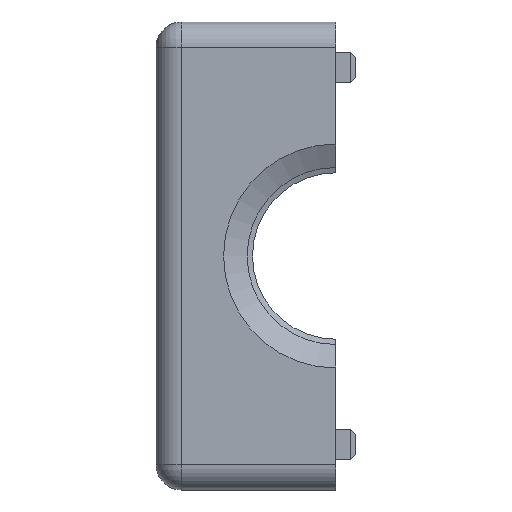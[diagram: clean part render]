
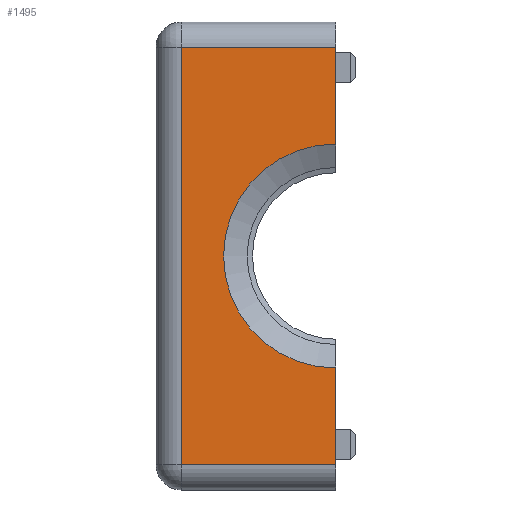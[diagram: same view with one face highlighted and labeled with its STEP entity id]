
A CAD part, left-side view. The second image highlights one B-rep face of the part: STEP entity #1495.
In plain terms, the highlighted planar face has unit normal (-1, 0, 0).
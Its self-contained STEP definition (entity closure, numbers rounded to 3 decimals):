
#40=PLANE('',#1631);
#117=FACE_OUTER_BOUND('',#215,.T.);
#215=EDGE_LOOP('',(#1151,#1152,#1153,#1154,#1155,#1156));
#324=LINE('',#2291,#477);
#340=LINE('',#2332,#493);
#367=LINE('',#2413,#520);
#368=LINE('',#2415,#521);
#369=LINE('',#2416,#522);
#477=VECTOR('',#1824,1000.);
#493=VECTOR('',#1850,1000.);
#520=VECTOR('',#1905,1000.);
#521=VECTOR('',#1906,1000.);
#522=VECTOR('',#1907,1000.);
#634=CIRCLE('',#1632,5.518);
#701=VERTEX_POINT('',#2288);
#702=VERTEX_POINT('',#2290);
#721=VERTEX_POINT('',#2329);
#722=VERTEX_POINT('',#2331);
#752=VERTEX_POINT('',#2412);
#753=VERTEX_POINT('',#2414);
#847=EDGE_CURVE('',#702,#701,#324,.T.);
#867=EDGE_CURVE('',#722,#721,#340,.T.);
#904=EDGE_CURVE('',#701,#722,#634,.T.);
#905=EDGE_CURVE('',#721,#752,#367,.T.);
#906=EDGE_CURVE('',#752,#753,#368,.T.);
#907=EDGE_CURVE('',#753,#702,#369,.T.);
#1151=ORIENTED_EDGE('',*,*,#904,.T.);
#1152=ORIENTED_EDGE('',*,*,#867,.T.);
#1153=ORIENTED_EDGE('',*,*,#905,.T.);
#1154=ORIENTED_EDGE('',*,*,#906,.T.);
#1155=ORIENTED_EDGE('',*,*,#907,.T.);
#1156=ORIENTED_EDGE('',*,*,#847,.T.);
#1495=ADVANCED_FACE('',(#117),#40,.F.);
#1631=AXIS2_PLACEMENT_3D('',#2410,#1901,#1902);
#1632=AXIS2_PLACEMENT_3D('',#2411,#1903,#1904);
#1824=DIRECTION('',(0.,0.,1.));
#1850=DIRECTION('',(0.,0.,1.));
#1901=DIRECTION('center_axis',(1.,0.,0.));
#1902=DIRECTION('ref_axis',(0.,1.,0.));
#1903=DIRECTION('center_axis',(1.,0.,0.));
#1904=DIRECTION('ref_axis',(0.,0.,-1.));
#1905=DIRECTION('',(0.,1.,0.));
#1906=DIRECTION('',(0.,0.,-1.));
#1907=DIRECTION('',(0.,-1.,0.));
#2288=CARTESIAN_POINT('',(102.855,-8.845,-17.294));
#2290=CARTESIAN_POINT('',(102.855,-8.845,-22.051));
#2291=CARTESIAN_POINT('',(102.855,-8.845,-11.651));
#2329=CARTESIAN_POINT('',(102.855,-8.845,-1.501));
#2331=CARTESIAN_POINT('',(102.855,-8.845,-6.258));
#2332=CARTESIAN_POINT('',(102.855,-8.845,-11.651));
#2410=CARTESIAN_POINT('Origin',(102.855,3.855,-11.651));
#2411=CARTESIAN_POINT('Origin',(102.855,-8.845,-11.776));
#2412=CARTESIAN_POINT('',(102.855,-1.25,-1.501));
#2413=CARTESIAN_POINT('',(102.855,3.855,-1.501));
#2414=CARTESIAN_POINT('',(102.855,-1.25,-22.051));
#2415=CARTESIAN_POINT('',(102.855,-1.25,-24.476));
#2416=CARTESIAN_POINT('',(102.855,-8.845,-22.051));
